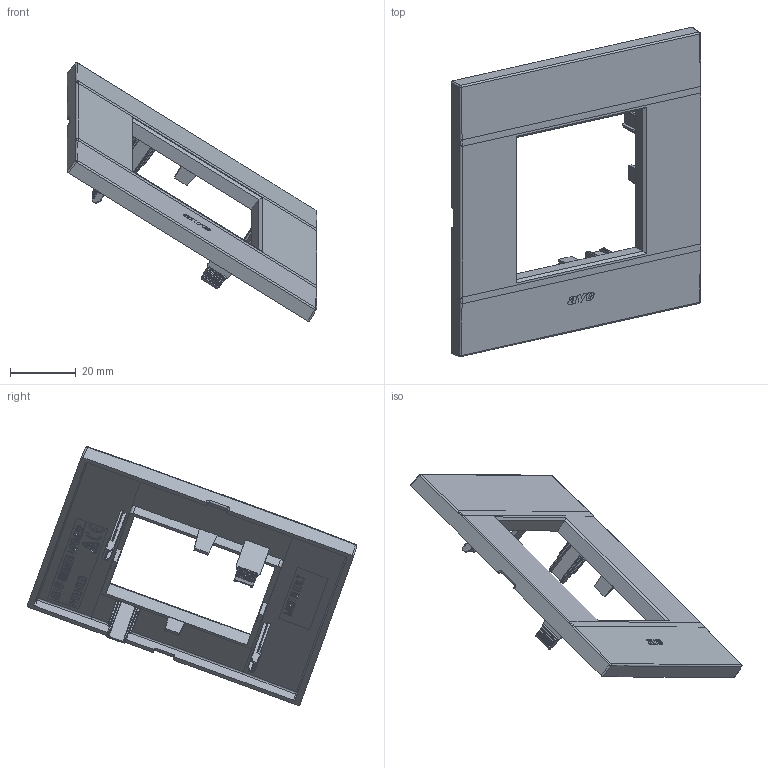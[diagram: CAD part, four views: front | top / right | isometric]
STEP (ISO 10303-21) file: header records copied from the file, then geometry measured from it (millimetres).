
FILE_DESCRIPTION(('CATIA V5 STEP Exchange'),'2;1');
FILE_NAME('44PSME32@.stp','2025-04-10T12:04:49+00:00',('none'),('none'),'CATIA Version 5-6 Release 2016 SP6','CATIA V5 STEP AP203','none');
FILE_SCHEMA(('CONFIG_CONTROL_DESIGN'));
Products named in the file (1): 44PSME32@
Assembly tree (2 placements, depth 2):
  44PSME32@
    #57
    #101
Bounding box: 75.87 x 100.03 x 78.6 mm (x, y, z)
Volume: 13674.3 mm3; surface area: 16570.4 mm2
Topology: 1 solids, 1 shells, 1601 faces, 4463 edges, 2934 vertices
Faces by surface type: plane 1292, cylinder 247, extrusion 38, bspline 16, sphere 8
Entity records: 51635 total; most frequent: CARTESIAN_POINT 13979, ORIENTED_EDGE 8898, DIRECTION 5894, EDGE_CURVE 4449, VECTOR 3145, LINE 3107, VERTEX_POINT 2930, EDGE_LOOP 1683
